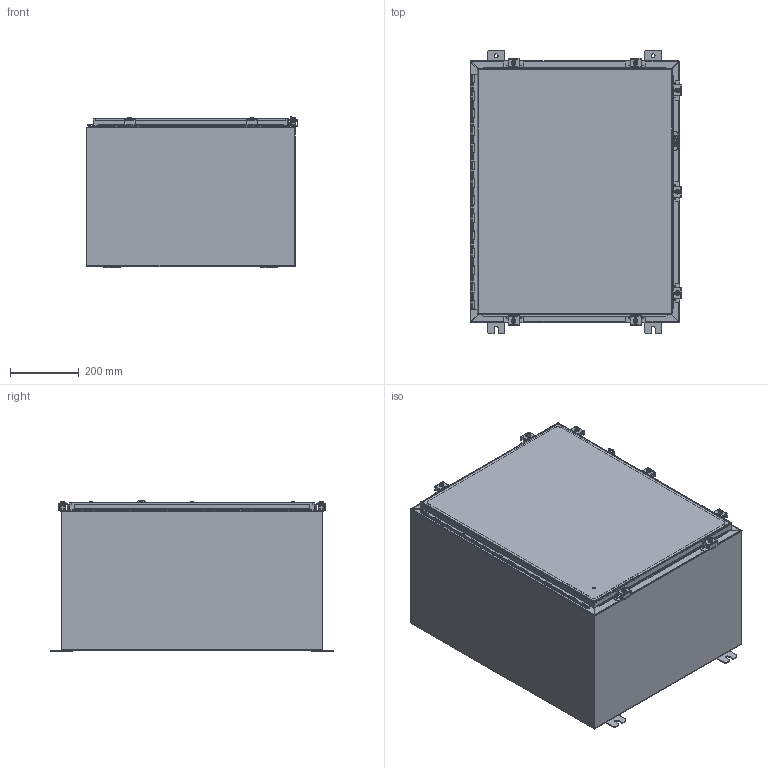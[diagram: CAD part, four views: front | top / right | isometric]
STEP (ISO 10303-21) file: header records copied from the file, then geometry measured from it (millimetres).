
FILE_DESCRIPTION (( 'STEP AP214' ), '1' );
FILE_NAME ('SSN4302416.STEP', '2016-02-09T20:55:02', ( '' ), ( '' ), 'SwSTEP 2.0', 'SolidWorks 2014', '' );
FILE_SCHEMA (( 'AUTOMOTIVE_DESIGN' ));
Length unit declared in the file: inch
Products named in the file (20): SSN4302416; SSN4302416LRS; 34871; 38412; SSN4302416BTB; 38846; 32912; 28x22; SSN43024LID; 32874-30T; 32874-30L; 32874-30P; 32874-30; 38859; 30824-1; HFW30825-2; HFW30825-3; HFW30825-4; 30824; 30818
Assembly tree (38 placements, depth 3):
  SSN4302416
    SSN4302416LRS  x2
    34871  x4
    38412
    SSN4302416BTB
    38846
    32912
    28x22
    SSN43024LID
    32874-30
      32874-30T
      32874-30L
      32874-30P
    38859  x4
    30824  x7
      30824-1
      HFW30825-2
      HFW30825-3
      HFW30825-4
    30818  x7
Bounding box: 617.49 x 825.5 x 440.82 mm (x, y, z)
Volume: 4444674.8 mm3; surface area: 4639739.4 mm2
Topology: 54 solids, 54 shells, 2104 faces, 5498 edges, 3550 vertices
Faces by surface type: cylinder 901, plane 832, bspline 193, torus 96, sphere 42, cone 40
Entity records: 39257 total; most frequent: CARTESIAN_POINT 9755, DIRECTION 4650, ORIENTED_EDGE 4588, EDGE_CURVE 2294, AXIS2_PLACEMENT_3D 1642, VERTEX_POINT 1484, VECTOR 1366, LINE 1366
